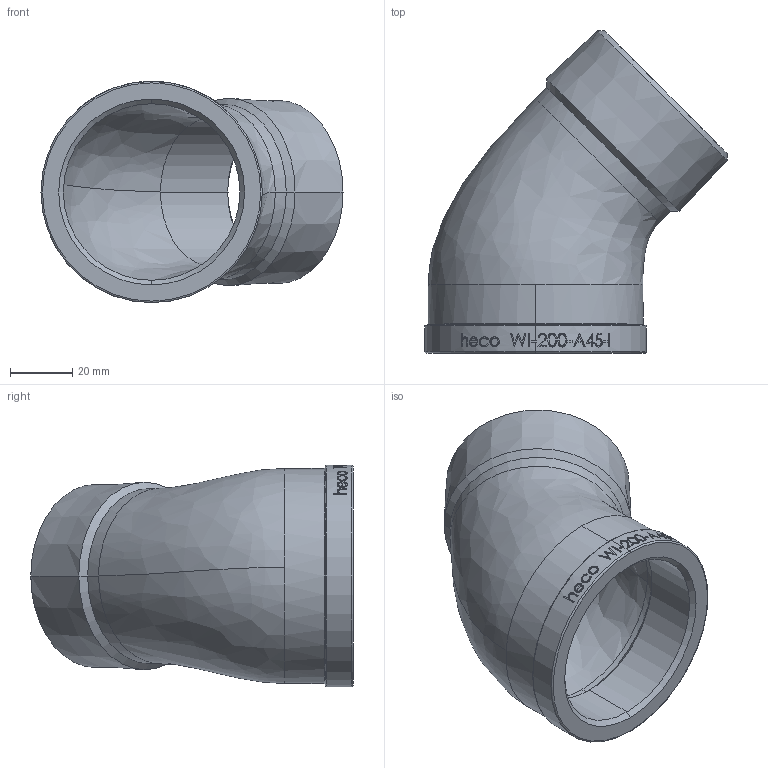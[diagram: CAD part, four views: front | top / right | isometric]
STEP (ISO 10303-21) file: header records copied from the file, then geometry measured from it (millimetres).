
FILE_DESCRIPTION (( 'STEP AP214' ), '1' );
FILE_NAME ('heco_WI-200-A45-I.STEP', '2017-05-22T08:29:33', ( '' ), ( '' ), 'SwSTEP 2.0', 'SolidWorks 2016', '' );
FILE_SCHEMA (( 'AUTOMOTIVE_DESIGN' ));
Length unit declared in the file: millimetre
Products named in the file (1): heco_WI-200-A45-I
Bounding box: 96.9 x 103.4 x 71 mm (x, y, z)
Volume: 91876.4 mm3; surface area: 38291.1 mm2
Topology: 1 solids, 1 shells, 208 faces, 528 edges, 344 vertices
Faces by surface type: bspline 94, plane 62, cylinder 34, cone 10, torus 8
Entity records: 20866 total; most frequent: CARTESIAN_POINT 14742, ORIENTED_EDGE 1056, DIRECTION 588, EDGE_CURVE 528, VERTEX_POINT 344, B_SPLINE_CURVE_WITH_KNOTS 296, AXIS2_PLACEMENT_3D 241, EDGE_LOOP 232
